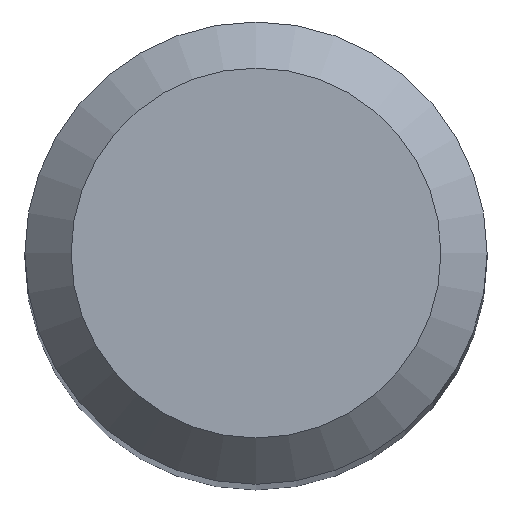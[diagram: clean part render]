
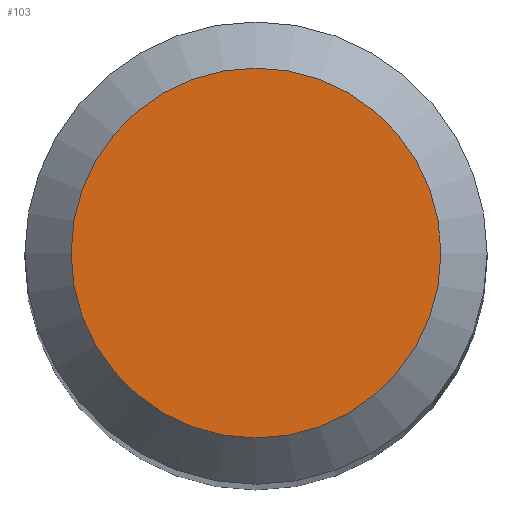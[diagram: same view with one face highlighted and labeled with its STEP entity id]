
A CAD part, top view. The second image highlights one B-rep face of the part: STEP entity #103.
In plain terms, the highlighted planar face has unit normal (0, 0, 1).
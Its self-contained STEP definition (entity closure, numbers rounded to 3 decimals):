
#47 = FACE_OUTER_BOUND ( 'NONE', #88, .T. ) ;
#77 = DIRECTION ( 'NONE',  ( 0., 1., 0. ) ) ;
#88 = EDGE_LOOP ( 'NONE', ( #104 ) ) ;
#89 = CIRCLE ( 'NONE', #267, 1.6 ) ;
#103 = ADVANCED_FACE ( 'NONE', ( #47 ), #288, .F. ) ;
#104 = ORIENTED_EDGE ( 'NONE', *, *, #114, .T. ) ;
#107 = DIRECTION ( 'NONE',  ( 0., 0., 1. ) ) ;
#114 = EDGE_CURVE ( 'NONE', #262, #262, #89, .T. ) ;
#148 = DIRECTION ( 'NONE',  ( 0., 0., -1. ) ) ;
#150 = CARTESIAN_POINT ( 'NONE',  ( 0., 0., 38. ) ) ;
#226 = CARTESIAN_POINT ( 'NONE',  ( 0., 0., 38. ) ) ;
#253 = DIRECTION ( 'NONE',  ( 0., -1., 0. ) ) ;
#262 = VERTEX_POINT ( 'NONE', #318 ) ;
#267 = AXIS2_PLACEMENT_3D ( 'NONE', #226, #107, #253 ) ;
#283 = AXIS2_PLACEMENT_3D ( 'NONE', #150, #148, #77 ) ;
#288 = PLANE ( 'NONE',  #283 ) ;
#318 = CARTESIAN_POINT ( 'NONE',  ( 0., -1.6, 38. ) ) ;
